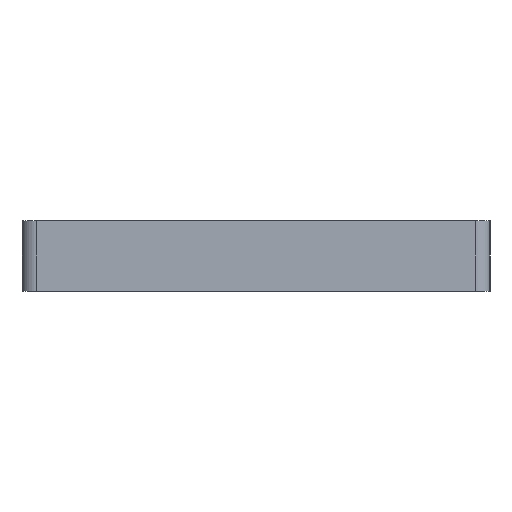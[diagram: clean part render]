
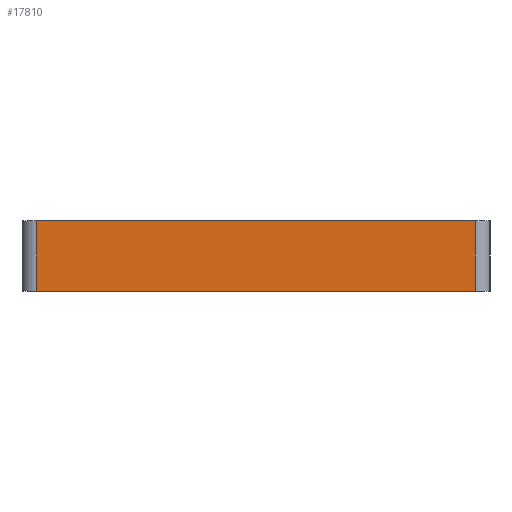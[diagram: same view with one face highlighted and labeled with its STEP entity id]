
A CAD part, left-side view. The second image highlights one B-rep face of the part: STEP entity #17810.
In plain terms, the highlighted planar face has unit normal (-1, 0, 0).
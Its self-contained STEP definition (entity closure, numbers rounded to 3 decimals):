
#1219=FACE_OUTER_BOUND('',#2198,.T.);
#2198=EDGE_LOOP('',(#13996,#13997,#13998,#13999));
#4199=LINE('',#28163,#6327);
#4205=LINE('',#28178,#6333);
#4206=LINE('',#28180,#6334);
#4207=LINE('',#28181,#6335);
#6327=VECTOR('',#21915,10.);
#6333=VECTOR('',#21929,10.);
#6334=VECTOR('',#21930,10.);
#6335=VECTOR('',#21931,10.);
#8500=VERTEX_POINT('',#28160);
#8501=VERTEX_POINT('',#28162);
#8506=VERTEX_POINT('',#28177);
#8507=VERTEX_POINT('',#28179);
#10558=EDGE_CURVE('',#8501,#8500,#4199,.T.);
#10566=EDGE_CURVE('',#8506,#8500,#4205,.T.);
#10567=EDGE_CURVE('',#8506,#8507,#4206,.T.);
#10568=EDGE_CURVE('',#8501,#8507,#4207,.T.);
#13996=ORIENTED_EDGE('',*,*,#10558,.T.);
#13997=ORIENTED_EDGE('',*,*,#10566,.F.);
#13998=ORIENTED_EDGE('',*,*,#10567,.T.);
#13999=ORIENTED_EDGE('',*,*,#10568,.F.);
#17118=PLANE('',#18892);
#17810=ADVANCED_FACE('',(#1219),#17118,.T.);
#18892=AXIS2_PLACEMENT_3D('',#28176,#21927,#21928);
#21915=DIRECTION('',(0.,-1.,0.));
#21927=DIRECTION('center_axis',(-1.,0.,0.));
#21928=DIRECTION('ref_axis',(0.,1.,0.));
#21929=DIRECTION('',(0.,0.,-1.));
#21930=DIRECTION('',(0.,1.,0.));
#21931=DIRECTION('',(0.,0.,1.));
#28160=CARTESIAN_POINT('',(15.263,-94.25,-5.5));
#28162=CARTESIAN_POINT('',(15.263,-20.05,-5.5));
#28163=CARTESIAN_POINT('',(15.263,-76.95,-5.5));
#28176=CARTESIAN_POINT('Origin',(15.263,-96.75,5.));
#28177=CARTESIAN_POINT('',(15.263,-94.25,6.5));
#28178=CARTESIAN_POINT('',(15.263,-94.25,5.));
#28179=CARTESIAN_POINT('',(15.263,-20.05,6.5));
#28180=CARTESIAN_POINT('',(15.263,-37.35,6.5));
#28181=CARTESIAN_POINT('',(15.263,-20.05,5.));
